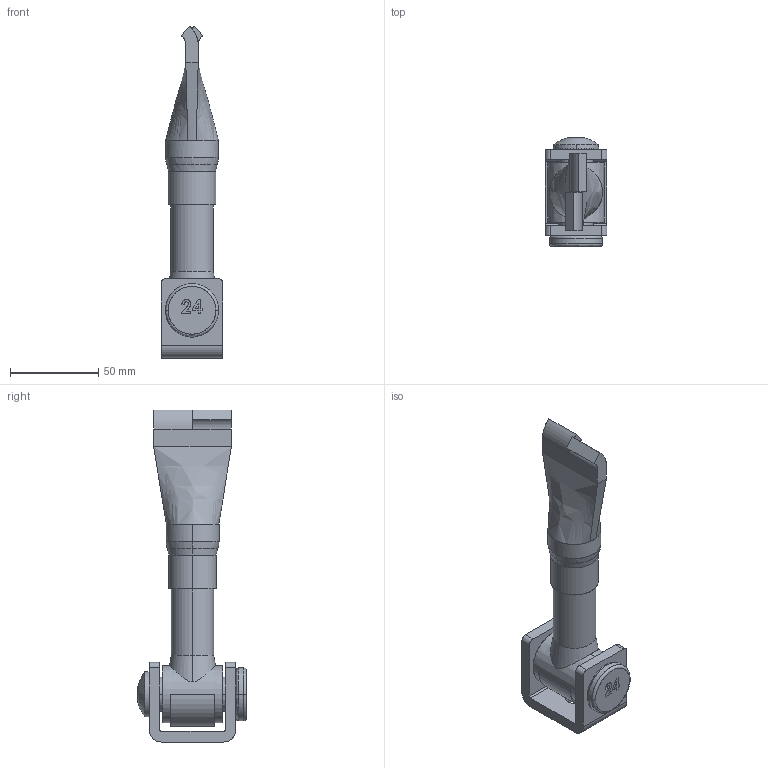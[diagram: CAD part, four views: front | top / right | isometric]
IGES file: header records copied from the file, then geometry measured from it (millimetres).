
Start section: SolidWorks IGES file using analytic representation for surfaces
Global section: file name: 125-M24.igs; native system: SolidWorks 2015; preprocessor: SolidWorks 2015; author: Christian; date: 190909.162026; units: millimetre
Bounding box: 35 x 61.6 x 187.77 mm (x, y, z)
Surface area: 45680.4 mm2 (no closed solid volume)
Topology: 0 solids, 0 shells, 504 faces, 5159 edges, 5157 vertices
Faces by surface type: bspline 439, revolution 65
